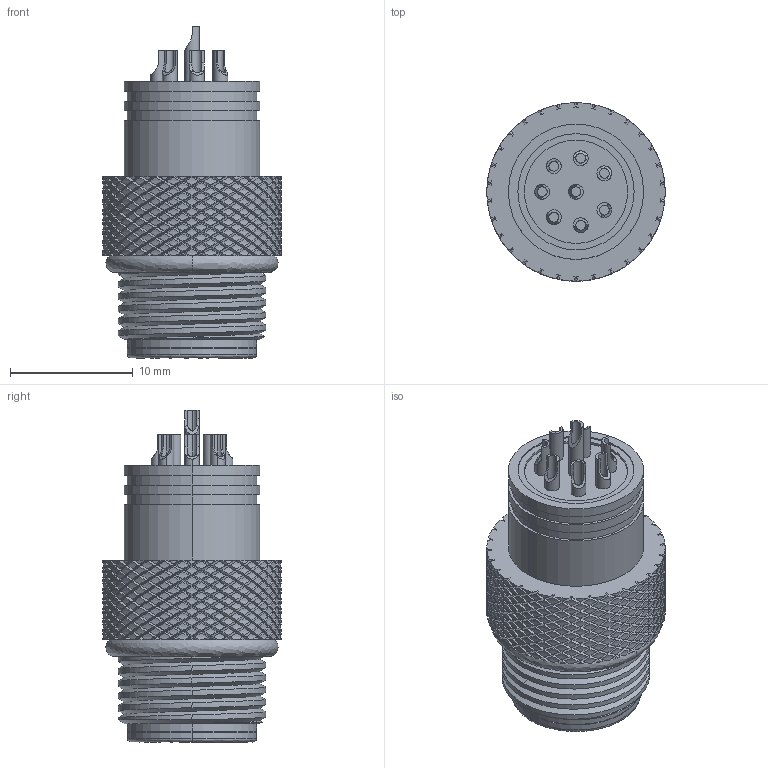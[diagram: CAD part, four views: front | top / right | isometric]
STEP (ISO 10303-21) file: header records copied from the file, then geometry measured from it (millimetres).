
FILE_DESCRIPTION (( 'STEP AP214' ), '1' );
FILE_NAME ('M128AM-MLD.STEP', '2018-08-30T13:26:34', ( '' ), ( '' ), 'SwSTEP 2.0', 'SolidWorks 2017', '' );
FILE_SCHEMA (( 'AUTOMOTIVE_DESIGN' ));
Length unit declared in the file: millimetre
Products named in the file (1): M128AM-MLD
Bounding box: 14.5 x 14.5 x 27 mm (x, y, z)
Volume: 2223.9 mm3; surface area: 2228.2 mm2
Topology: 1 solids, 1 shells, 2635 faces, 5469 edges, 2864 vertices
Faces by surface type: bspline 1931, cylinder 618, plane 67, cone 19
Entity records: 112362 total; most frequent: CARTESIAN_POINT 79515, ORIENTED_EDGE 10938, EDGE_CURVE 5469, VERTEX_POINT 2864, EDGE_LOOP 2663, ADVANCED_FACE 2635, FACE_OUTER_BOUND 2635, DIRECTION 2145
